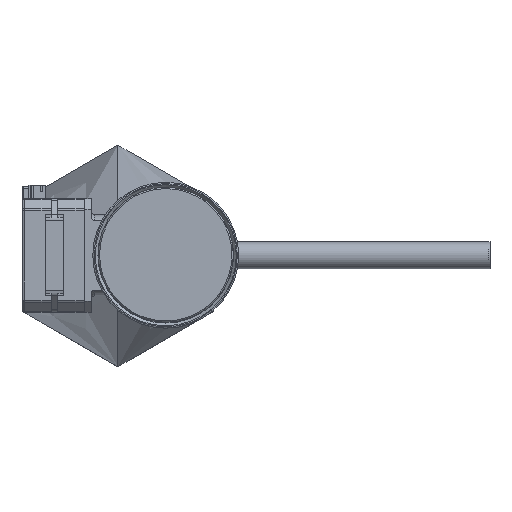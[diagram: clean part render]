
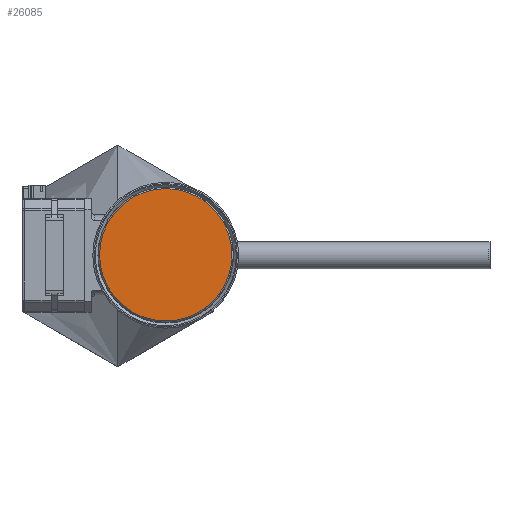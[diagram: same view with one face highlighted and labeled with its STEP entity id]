
A CAD part, top view. The second image highlights one B-rep face of the part: STEP entity #26085.
In plain terms, the highlighted planar face has unit normal (0, 0, 1).
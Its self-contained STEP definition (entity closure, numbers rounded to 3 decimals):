
#3799=FACE_OUTER_BOUND('',#5465,.T.);
#5465=EDGE_LOOP('',(#23687));
#6120=CIRCLE('',#27919,24.5);
#12568=VERTEX_POINT('',#53396);
#16282=EDGE_CURVE('',#12568,#12568,#6120,.T.);
#23687=ORIENTED_EDGE('',*,*,#16282,.F.);
#24612=PLANE('',#27923);
#26085=ADVANCED_FACE('',(#3799),#24612,.T.);
#27919=AXIS2_PLACEMENT_3D('',#53397,#33088,#33089);
#27923=AXIS2_PLACEMENT_3D('',#53405,#33098,#33099);
#33088=DIRECTION('center_axis',(0.,0.,-1.));
#33089=DIRECTION('ref_axis',(-1.,0.,0.));
#33098=DIRECTION('center_axis',(0.,0.,1.));
#33099=DIRECTION('ref_axis',(-1.,0.,0.));
#53396=CARTESIAN_POINT('',(49.5,0.,134.5));
#53397=CARTESIAN_POINT('Origin',(25.,0.,134.5));
#53405=CARTESIAN_POINT('Origin',(25.,0.,134.5));
